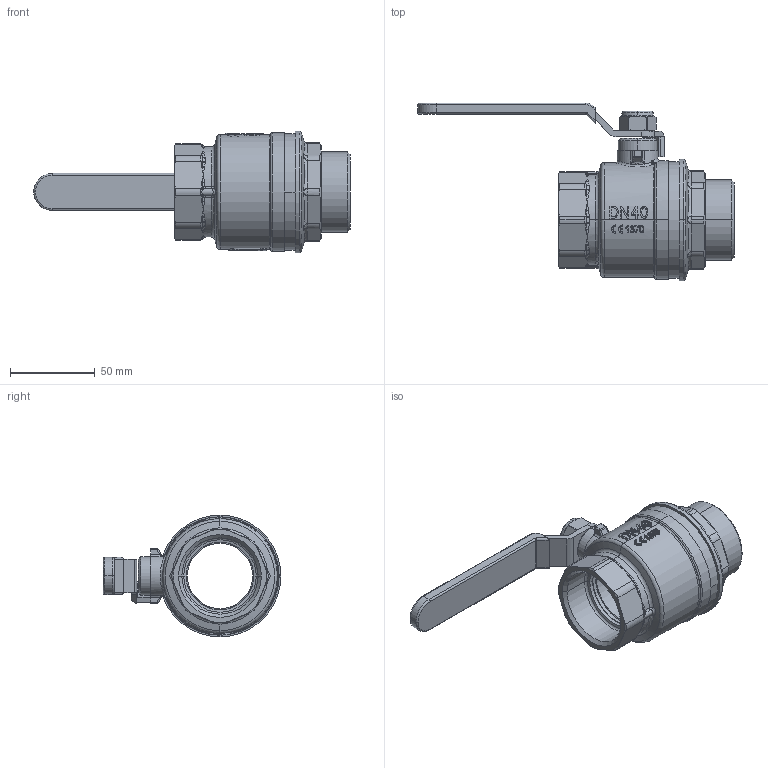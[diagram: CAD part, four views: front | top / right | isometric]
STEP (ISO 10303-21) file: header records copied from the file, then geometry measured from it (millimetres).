
FILE_DESCRIPTION (( 'STEP AP203' ), '1' );
FILE_NAME ('0812N408-surface.step', '2011-09-02T07:42:25', ( ' ' ), ( '' ), 'SwSTEP 2.0', 'SolidWorks 2011', '' );
FILE_SCHEMA (( 'CONFIG_CONTROL_DESIGN' ));
Length unit declared in the file: millimetre
Products named in the file (1): 0812N408-surface
Bounding box: 187.12 x 105.14 x 72.04 mm (x, y, z)
Surface area: 50829 mm2 (no closed solid volume)
Topology: 0 solids, 21 shells, 660 faces, 2072 edges, 1363 vertices
Faces by surface type: plane 220, bspline 187, cylinder 149, cone 56, torus 44, sphere 4
Entity records: 29364 total; most frequent: CARTESIAN_POINT 13532, ORIENTED_EDGE 3561, DIRECTION 2697, EDGE_CURVE 2012, VERTEX_POINT 1363, AXIS2_PLACEMENT_3D 950, LINE 797, VECTOR 797
